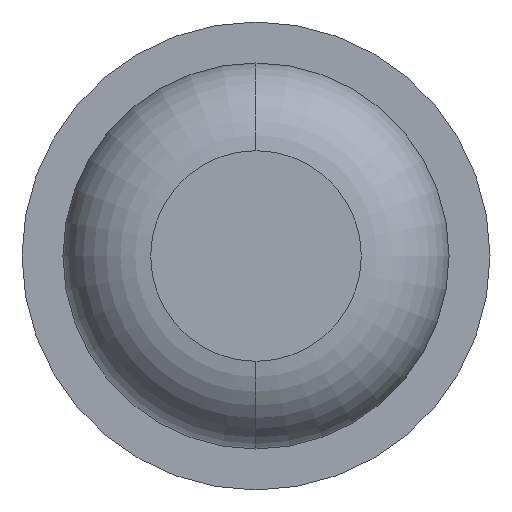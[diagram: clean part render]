
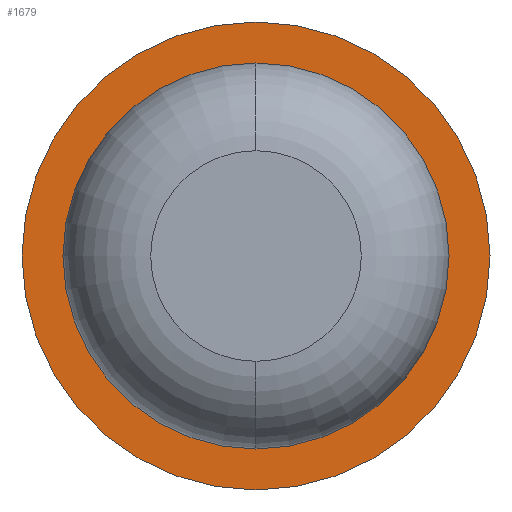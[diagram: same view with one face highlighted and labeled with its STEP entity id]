
A CAD part, front view. The second image highlights one B-rep face of the part: STEP entity #1679.
In plain terms, the highlighted planar face has unit normal (0, -1, 0).
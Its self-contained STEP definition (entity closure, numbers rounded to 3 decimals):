
#89 = VERTEX_POINT ( 'NONE', #3765 ) ;
#147 = EDGE_LOOP ( 'NONE', ( #1967, #3298 ) ) ;
#213 = PLANE ( 'NONE',  #1742 ) ;
#544 = FACE_OUTER_BOUND ( 'NONE', #147, .T. ) ;
#545 = DIRECTION ( 'NONE',  ( -1., 0., 0. ) ) ;
#784 = DIRECTION ( 'NONE',  ( 0., 1., 0. ) ) ;
#896 = DIRECTION ( 'NONE',  ( 0., 1., 0. ) ) ;
#1129 = VERTEX_POINT ( 'NONE', #4201 ) ;
#1231 = CARTESIAN_POINT ( 'NONE',  ( 0., -9., -0.825 ) ) ;
#1241 = AXIS2_PLACEMENT_3D ( 'NONE', #3215, #896, #545 ) ;
#1366 = ORIENTED_EDGE ( 'NONE', *, *, #1446, .T. ) ;
#1446 = EDGE_CURVE ( 'Defeature ausgef�hrt1_4+Defeature ausgef�hrt1_0+Defeature ausgef�hrt1_0+Defeature ausgef�hrt1_0', #1684, #89, #3742, .T. ) ;
#1453 = DIRECTION ( 'NONE',  ( -1., 0., 0. ) ) ;
#1599 = CARTESIAN_POINT ( 'NONE',  ( 0.825, -9., 0. ) ) ;
#1679 = ADVANCED_FACE ( 'Defeature ausgef�hrt1_4', ( #544, #4115 ), #213, .F. ) ;
#1684 = VERTEX_POINT ( 'NONE', #1231 ) ;
#1742 = AXIS2_PLACEMENT_3D ( 'NONE', #1599, #1928, #3936 ) ;
#1824 = CIRCLE ( 'NONE', #2055, 1. ) ;
#1829 = CARTESIAN_POINT ( 'NONE',  ( 1., -9., 0. ) ) ;
#1928 = DIRECTION ( 'NONE',  ( 0., 1., 0. ) ) ;
#1967 = ORIENTED_EDGE ( 'NONE', *, *, #2967, .F. ) ;
#2039 = EDGE_CURVE ( 'Defeature ausgef�hrt1_5+Defeature ausgef�hrt1_4+Defeature ausgef�hrt1_4+Defeature ausgef�hrt1_4', #4331, #1129, #4031, .T. ) ;
#2055 = AXIS2_PLACEMENT_3D ( 'NONE', #3446, #784, #3113 ) ;
#2080 = CARTESIAN_POINT ( 'NONE',  ( 0., -9., 0. ) ) ;
#2373 = DIRECTION ( 'NONE',  ( 0., 1., 0. ) ) ;
#2379 = AXIS2_PLACEMENT_3D ( 'NONE', #2080, #3451, #1453 ) ;
#2767 = EDGE_CURVE ( 'Defeature ausgef�hrt1_4+Defeature ausgef�hrt1_0+Defeature ausgef�hrt1_0+Defeature ausgef�hrt1_0', #89, #1684, #3083, .T. ) ;
#2967 = EDGE_CURVE ( 'Defeature ausgef�hrt1_5+Defeature ausgef�hrt1_4+Defeature ausgef�hrt1_4+Defeature ausgef�hrt1_4', #1129, #4331, #1824, .T. ) ;
#3052 = CARTESIAN_POINT ( 'NONE',  ( 0., -9., 0. ) ) ;
#3073 = DIRECTION ( 'NONE',  ( -1., 0., 0. ) ) ;
#3083 = CIRCLE ( 'NONE', #1241, 0.825 ) ;
#3113 = DIRECTION ( 'NONE',  ( -1., 0., 0. ) ) ;
#3215 = CARTESIAN_POINT ( 'NONE',  ( 0., -9., 0. ) ) ;
#3298 = ORIENTED_EDGE ( 'NONE', *, *, #2039, .F. ) ;
#3366 = AXIS2_PLACEMENT_3D ( 'NONE', #3052, #2373, #3073 ) ;
#3446 = CARTESIAN_POINT ( 'NONE',  ( 0., -9., 0. ) ) ;
#3451 = DIRECTION ( 'NONE',  ( 0., 1., 0. ) ) ;
#3742 = CIRCLE ( 'NONE', #3366, 0.825 ) ;
#3759 = EDGE_LOOP ( 'NONE', ( #3761, #1366 ) ) ;
#3761 = ORIENTED_EDGE ( 'NONE', *, *, #2767, .T. ) ;
#3765 = CARTESIAN_POINT ( 'NONE',  ( 0., -9., 0.825 ) ) ;
#3936 = DIRECTION ( 'NONE',  ( -1., 0., 0. ) ) ;
#4031 = CIRCLE ( 'NONE', #2379, 1. ) ;
#4115 = FACE_BOUND ( 'NONE', #3759, .T. ) ;
#4201 = CARTESIAN_POINT ( 'NONE',  ( -1., -9., 0. ) ) ;
#4331 = VERTEX_POINT ( 'NONE', #1829 ) ;
